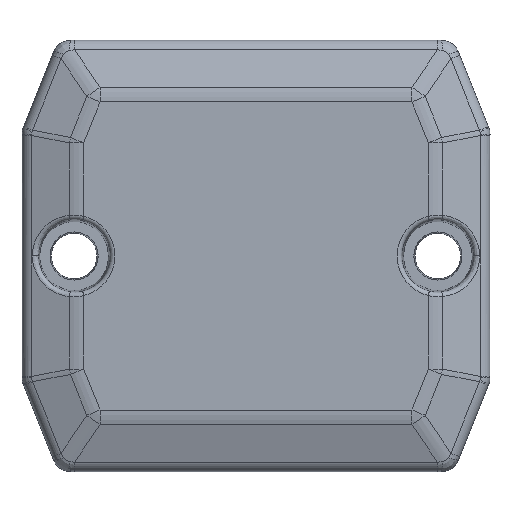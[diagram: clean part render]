
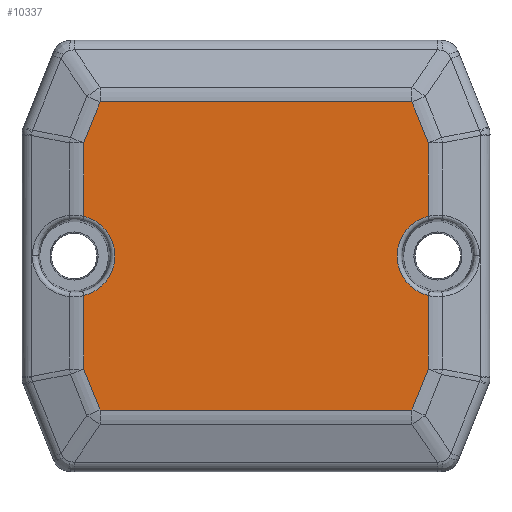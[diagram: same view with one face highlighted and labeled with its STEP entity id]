
A CAD part, top view. The second image highlights one B-rep face of the part: STEP entity #10337.
In plain terms, the highlighted planar face has unit normal (0, 0, 1).
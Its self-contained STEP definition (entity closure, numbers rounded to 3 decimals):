
#2158=DIRECTION('',(-1.,0.,0.));
#2159=VECTOR('',#2158,34.277);
#2160=CARTESIAN_POINT('',(17.138,16.939,3.5));
#2161=LINE('',#2160,#2159);
#2189=DIRECTION('',(0.371,-0.928,0.));
#2190=VECTOR('',#2189,4.847);
#2191=CARTESIAN_POINT('',(17.138,16.939,3.5));
#2192=LINE('',#2191,#2190);
#2196=CARTESIAN_POINT('',(20.,0.,3.5));
#2197=DIRECTION('',(0.,0.,1.));
#2198=DIRECTION('',(-0.236,0.972,0.));
#2199=AXIS2_PLACEMENT_3D('',#2196,#2197,#2198);
#2204=DIRECTION('',(-0.371,-0.928,0.));
#2205=VECTOR('',#2204,4.847);
#2206=CARTESIAN_POINT('',(18.939,-12.438,3.5));
#2207=LINE('',#2206,#2205);
#2211=DIRECTION('',(-0.371,0.928,0.));
#2212=VECTOR('',#2211,4.847);
#2213=CARTESIAN_POINT('',(-17.138,-16.939,
3.5));
#2214=LINE('',#2213,#2212);
#2218=CARTESIAN_POINT('',(-20.,0.,3.5));
#2219=DIRECTION('',(0.,0.,1.));
#2220=DIRECTION('',(0.236,-0.972,0.));
#2221=AXIS2_PLACEMENT_3D('',#2218,#2219,#2220);
#2226=DIRECTION('',(0.371,0.928,0.));
#2227=VECTOR('',#2226,4.847);
#2228=CARTESIAN_POINT('',(-18.939,12.438,3.5));
#2229=LINE('',#2228,#2227);
#2589=DIRECTION('',(1.,0.,0.));
#2590=VECTOR('',#2589,34.277);
#2591=CARTESIAN_POINT('',(-17.138,-16.939,
3.5));
#2592=LINE('',#2591,#2590);
#2758=DIRECTION('',(0.,-1.,0.));
#2759=VECTOR('',#2758,8.075);
#2760=CARTESIAN_POINT('',(-18.939,12.438,3.5));
#2761=LINE('',#2760,#2759);
#3038=DIRECTION('',(0.,-1.,0.));
#3039=VECTOR('',#3038,8.075);
#3040=CARTESIAN_POINT('',(-18.939,-4.363,
3.5));
#3041=LINE('',#3040,#3039);
#3121=DIRECTION('',(0.,1.,0.));
#3122=VECTOR('',#3121,8.075);
#3123=CARTESIAN_POINT('',(18.939,-12.438,3.5));
#3124=LINE('',#3123,#3122);
#3352=DIRECTION('',(0.,1.,0.));
#3353=VECTOR('',#3352,8.075);
#3354=CARTESIAN_POINT('',(18.939,4.363,3.5));
#3355=LINE('',#3354,#3353);
#4043=CARTESIAN_POINT('',(-17.138,16.939,3.5));
#4044=VERTEX_POINT('',#4043);
#4045=CARTESIAN_POINT('',(17.138,16.939,3.5));
#4046=VERTEX_POINT('',#4045);
#4047=CARTESIAN_POINT('',(-18.939,12.438,3.5));
#4048=VERTEX_POINT('',#4047);
#4049=CARTESIAN_POINT('',(18.939,12.438,3.5));
#4050=VERTEX_POINT('',#4049);
#4051=CARTESIAN_POINT('',(18.939,4.363,3.5));
#4052=VERTEX_POINT('',#4051);
#4053=CARTESIAN_POINT('',(18.939,-4.363,3.5));
#4054=VERTEX_POINT('',#4053);
#4055=CARTESIAN_POINT('',(18.939,-12.438,3.5));
#4056=VERTEX_POINT('',#4055);
#4057=CARTESIAN_POINT('',(17.138,-16.939,3.5));
#4058=VERTEX_POINT('',#4057);
#4059=CARTESIAN_POINT('',(-17.138,-16.939,
3.5));
#4060=VERTEX_POINT('',#4059);
#4061=CARTESIAN_POINT('',(-18.939,-12.438,
3.5));
#4062=VERTEX_POINT('',#4061);
#4063=CARTESIAN_POINT('',(-18.939,-4.363,
3.5));
#4064=VERTEX_POINT('',#4063);
#4065=CARTESIAN_POINT('',(-18.939,4.363,3.5));
#4066=VERTEX_POINT('',#4065);
#10308=CARTESIAN_POINT('',(0.,0.,3.5));
#10309=DIRECTION('',(0.,0.,1.));
#10310=DIRECTION('',(1.,0.,0.));
#10311=AXIS2_PLACEMENT_3D('',#10308,#10309,#10310);
#10312=PLANE('',#10311);
#10313=ORIENTED_EDGE('',*,*,#10276,.F.);
#10315=ORIENTED_EDGE('',*,*,#10314,.T.);
#10317=ORIENTED_EDGE('',*,*,#10316,.F.);
#10319=ORIENTED_EDGE('',*,*,#10318,.T.);
#10321=ORIENTED_EDGE('',*,*,#10320,.F.);
#10323=ORIENTED_EDGE('',*,*,#10322,.T.);
#10325=ORIENTED_EDGE('',*,*,#10324,.F.);
#10327=ORIENTED_EDGE('',*,*,#10326,.T.);
#10329=ORIENTED_EDGE('',*,*,#10328,.F.);
#10331=ORIENTED_EDGE('',*,*,#10330,.T.);
#10333=ORIENTED_EDGE('',*,*,#10332,.F.);
#10334=ORIENTED_EDGE('',*,*,#10299,.T.);
#10335=EDGE_LOOP('',(#10313,#10315,#10317,#10319,#10321,#10323,#10325,#10327,
#10329,#10331,#10333,#10334));
#10336=FACE_OUTER_BOUND('',#10335,.F.);
#10337=ADVANCED_FACE('',(#10336),#10312,.T.);
#2200=CIRCLE('',#2199,4.491);
#2222=CIRCLE('',#2221,4.491);
#10276=EDGE_CURVE('',#4046,#4044,#2161,.T.);
#10299=EDGE_CURVE('',#4048,#4044,#2229,.T.);
#10314=EDGE_CURVE('',#4046,#4050,#2192,.T.);
#10316=EDGE_CURVE('',#4052,#4050,#3355,.T.);
#10318=EDGE_CURVE('',#4052,#4054,#2200,.T.);
#10320=EDGE_CURVE('',#4056,#4054,#3124,.T.);
#10322=EDGE_CURVE('',#4056,#4058,#2207,.T.);
#10324=EDGE_CURVE('',#4060,#4058,#2592,.T.);
#10326=EDGE_CURVE('',#4060,#4062,#2214,.T.);
#10328=EDGE_CURVE('',#4064,#4062,#3041,.T.);
#10330=EDGE_CURVE('',#4064,#4066,#2222,.T.);
#10332=EDGE_CURVE('',#4048,#4066,#2761,.T.);
